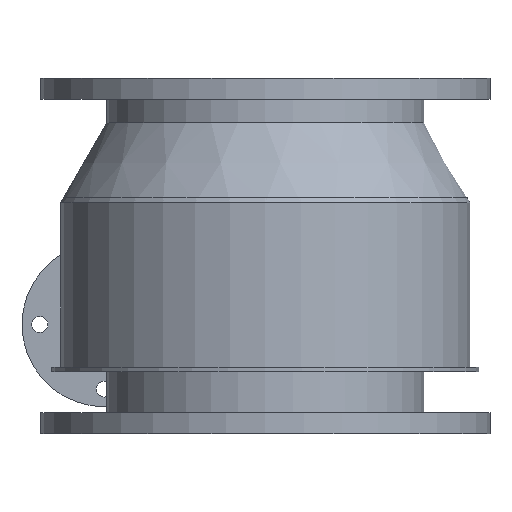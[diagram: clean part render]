
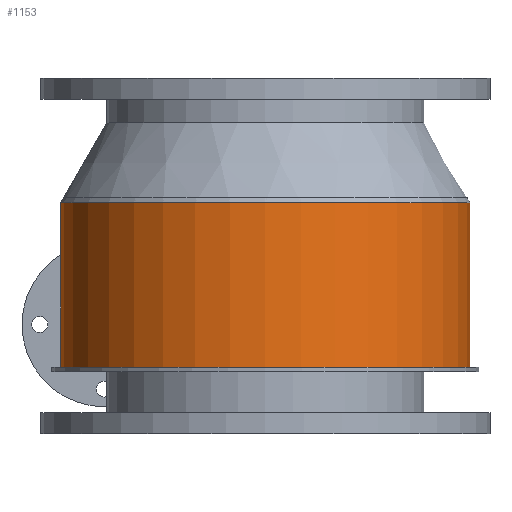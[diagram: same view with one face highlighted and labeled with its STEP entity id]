
A CAD part, front view. The second image highlights one B-rep face of the part: STEP entity #1153.
In plain terms, the highlighted cylindrical face has radius 230 mm (diameter 460 mm), a full revolution.
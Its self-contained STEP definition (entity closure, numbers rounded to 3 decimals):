
#197=FACE_BOUND('',#484,.T.);
#269=FACE_OUTER_BOUND('',#483,.T.);
#483=EDGE_LOOP('',(#1026));
#484=EDGE_LOOP('',(#1027));
#591=CIRCLE('',#1338,230.);
#593=CIRCLE('',#1342,230.);
#700=VERTEX_POINT('',#2124);
#702=VERTEX_POINT('',#2130);
#809=EDGE_CURVE('',#700,#700,#591,.T.);
#811=EDGE_CURVE('',#702,#702,#593,.T.);
#1026=ORIENTED_EDGE('',*,*,#809,.F.);
#1027=ORIENTED_EDGE('',*,*,#811,.F.);
#1082=CYLINDRICAL_SURFACE('',#1341,230.);
#1153=ADVANCED_FACE('',(#269,#197),#1082,.T.);
#1338=AXIS2_PLACEMENT_3D('',#2125,#1692,#1693);
#1341=AXIS2_PLACEMENT_3D('',#2129,#1698,#1699);
#1342=AXIS2_PLACEMENT_3D('',#2131,#1700,#1701);
#1692=DIRECTION('center_axis',(0.,0.,1.));
#1693=DIRECTION('ref_axis',(-1.,0.,0.));
#1698=DIRECTION('center_axis',(0.,0.,1.));
#1699=DIRECTION('ref_axis',(-1.,0.,0.));
#1700=DIRECTION('center_axis',(0.,0.,-1.));
#1701=DIRECTION('ref_axis',(-1.,0.,0.));
#2124=CARTESIAN_POINT('',(230.,0.,185.));
#2125=CARTESIAN_POINT('Origin',(0.,0.,185.));
#2129=CARTESIAN_POINT('Origin',(0.,0.,0.));
#2130=CARTESIAN_POINT('',(230.,0.,0.));
#2131=CARTESIAN_POINT('Origin',(0.,0.,0.));
